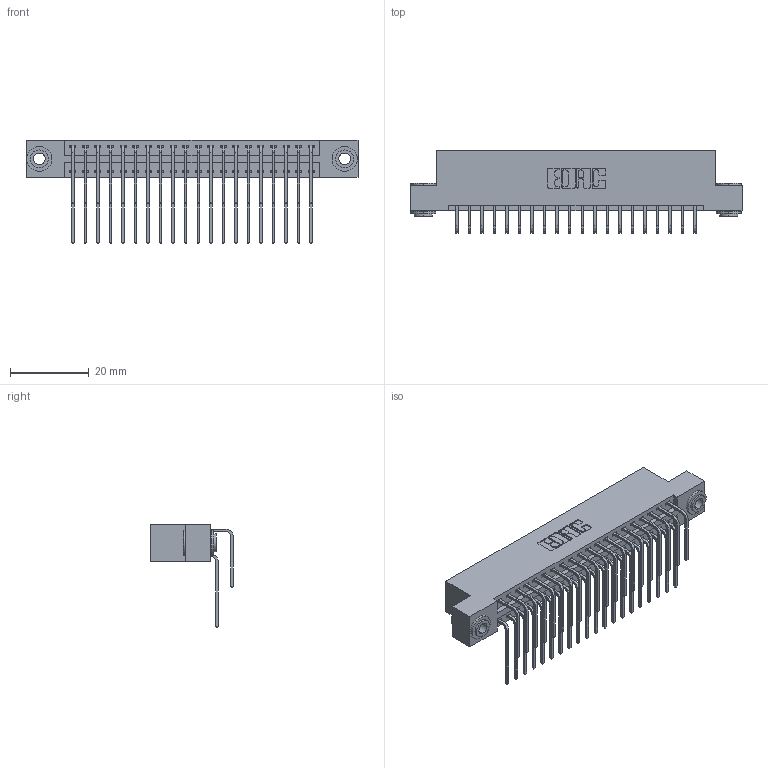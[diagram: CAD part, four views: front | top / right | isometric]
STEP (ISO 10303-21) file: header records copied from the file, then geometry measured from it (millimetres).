
FILE_DESCRIPTION (( 'STEP AP203' ), '1' );
FILE_NAME ('396-040-559-203.STEP', '2018-09-06T21:52:53', ( '' ), ( '' ), 'SwSTEP 2.0', 'SolidWorks 2016', '' );
FILE_SCHEMA (( 'CONFIG_CONTROL_DESIGN' ));
Length unit declared in the file: inch
Products named in the file (5): 345-292-001_559 Tail - 2; 345-250-002_345-250-002-102; 396-040-559-203; 346 Part_Flush Mounting Lugs - 0.156 Dia-TH; 345-292-001_558 559 Tail - 1
Assembly tree (43 placements, depth 2):
  396-040-559-203
    346 Part_Flush Mounting Lugs - 0.156 Dia-TH
    345-292-001_558 559 Tail - 1  x20
    345-292-001_559 Tail - 2  x20
    345-250-002_345-250-002-102  x2
Bounding box: 84.07 x 20.89 x 26.16 mm (x, y, z)
Volume: 8277.5 mm3; surface area: 12353.4 mm2
Topology: 43 solids, 43 shells, 2320 faces, 6845 edges, 4506 vertices
Faces by surface type: plane 1566, cylinder 746, cone 8
Entity records: 18448 total; most frequent: CARTESIAN_POINT 3098, ORIENTED_EDGE 2974, DIRECTION 2785, EDGE_CURVE 1487, VECTOR 1211, LINE 1211, VERTEX_POINT 986, AXIS2_PLACEMENT_3D 787
